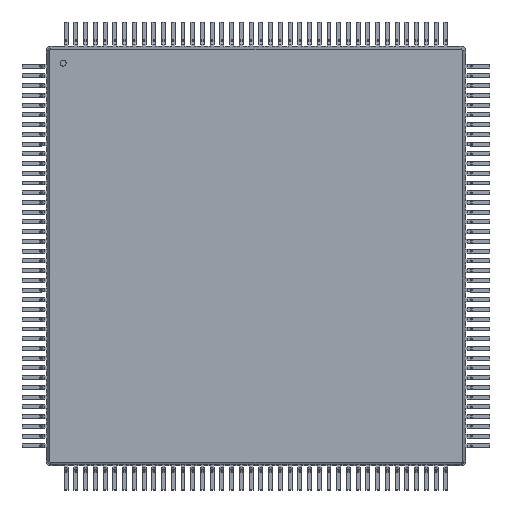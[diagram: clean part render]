
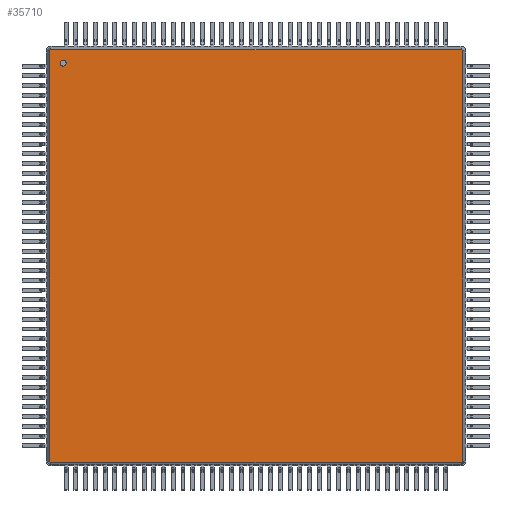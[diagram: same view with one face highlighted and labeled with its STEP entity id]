
A CAD part, top view. The second image highlights one B-rep face of the part: STEP entity #35710.
In plain terms, the highlighted planar face has unit normal (0, 0, 1).
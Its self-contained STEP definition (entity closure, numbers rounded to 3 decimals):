
#27=VECTOR('',#28,1.);
#28=DIRECTION('',(1.,0.,0.));
#371=VECTOR('',#372,1.);
#372=DIRECTION('',(0.707,-0.707,0.));
#378=VECTOR('',#379,1.);
#379=DIRECTION('',(0.,-1.,0.));
#385=VECTOR('',#386,1.);
#386=DIRECTION('',(-0.707,-0.707,0.));
#392=VECTOR('',#393,1.);
#393=DIRECTION('',(-1.,0.,0.));
#399=VECTOR('',#400,1.);
#400=DIRECTION('',(-0.707,0.707,0.));
#406=VECTOR('',#407,1.);
#407=DIRECTION('',(0.,1.,0.));
#411=VECTOR('',#412,1.);
#412=DIRECTION('',(0.707,0.707,0.));
#3174=DIRECTION('',(0.,0.,-1.));
#14044=VERTEX_POINT('',#14045);
#14045=CARTESIAN_POINT('',(-13.776,13.713,1.6));
#14048=EDGE_CURVE('',#14049,#14044,#14051,.T.);
#14049=VERTEX_POINT('',#14050);
#14050=CARTESIAN_POINT('',(-13.776,-13.713,1.6));
#14051=LINE('',#14050,#406);
#14062=VERTEX_POINT('',#14063);
#14063=CARTESIAN_POINT('',(-13.713,13.776,1.6));
#14066=EDGE_CURVE('',#14044,#14062,#14067,.T.);
#14067=LINE('',#14045,#411);
#14196=VERTEX_POINT('',#14197);
#14197=CARTESIAN_POINT('',(13.713,13.776,1.6));
#14200=EDGE_CURVE('',#14062,#14196,#14201,.T.);
#14201=LINE('',#14063,#27);
#17812=VERTEX_POINT('',#17813);
#17813=CARTESIAN_POINT('',(13.776,13.713,1.6));
#17816=EDGE_CURVE('',#14196,#17812,#17817,.T.);
#17817=LINE('',#14197,#371);
#18146=VERTEX_POINT('',#18147);
#18147=CARTESIAN_POINT('',(13.776,-13.713,1.6));
#18150=EDGE_CURVE('',#17812,#18146,#18151,.T.);
#18151=LINE('',#17813,#378);
#35710=ADVANCED_FACE('',(#35711,#35731),#35741,.F.);
#35711=FACE_BOUND('',#35712,.F.);
#35712=EDGE_LOOP('',(#35713,#35714,#35715,#35716,#35721,#35726,#35729,#35730));
#35713=ORIENTED_EDGE('',*,*,#14200,.T.);
#35714=ORIENTED_EDGE('',*,*,#17816,.T.);
#35715=ORIENTED_EDGE('',*,*,#18150,.T.);
#35716=ORIENTED_EDGE('',*,*,#35717,.T.);
#35717=EDGE_CURVE('',#18146,#35718,#35720,.T.);
#35718=VERTEX_POINT('',#35719);
#35719=CARTESIAN_POINT('',(13.713,-13.776,1.6));
#35720=LINE('',#18147,#385);
#35721=ORIENTED_EDGE('',*,*,#35722,.T.);
#35722=EDGE_CURVE('',#35718,#35723,#35725,.T.);
#35723=VERTEX_POINT('',#35724);
#35724=CARTESIAN_POINT('',(-13.713,-13.776,1.6));
#35725=LINE('',#35719,#392);
#35726=ORIENTED_EDGE('',*,*,#35727,.T.);
#35727=EDGE_CURVE('',#35723,#14049,#35728,.T.);
#35728=LINE('',#35724,#399);
#35729=ORIENTED_EDGE('',*,*,#14048,.T.);
#35730=ORIENTED_EDGE('',*,*,#14066,.T.);
#35731=FACE_BOUND('',#35732,.F.);
#35732=EDGE_LOOP('',(#35733));
#35733=ORIENTED_EDGE('',*,*,#35734,.F.);
#35734=EDGE_CURVE('',#35735,#35735,#35737,.T.);
#35735=VERTEX_POINT('',#35736);
#35736=CARTESIAN_POINT('',(-12.876,12.676,1.6));
#35737=CIRCLE('',#35738,0.2);
#35738=AXIS2_PLACEMENT_3D('',#35739,#35740,#379);
#35739=CARTESIAN_POINT('',(-12.876,12.876,1.6));
#35740=DIRECTION('',(0.,-0.,-1.));
#35741=PLANE('',#35742);
#35742=AXIS2_PLACEMENT_3D('',#14063,#3174,#35743);
#35743=DIRECTION('',(0.705,-0.709,0.));
